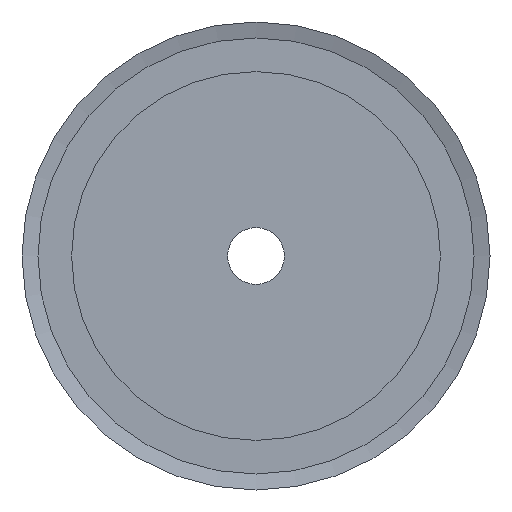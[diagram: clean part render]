
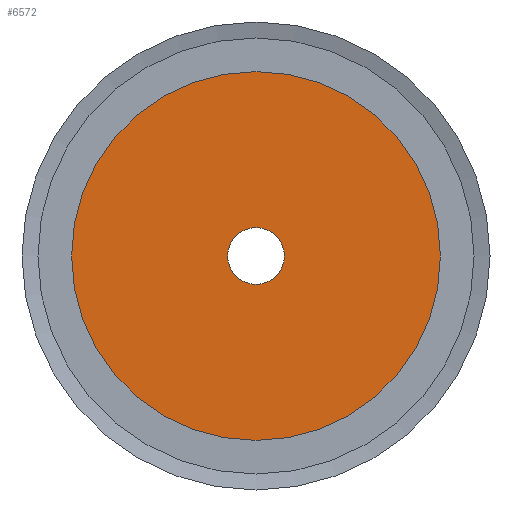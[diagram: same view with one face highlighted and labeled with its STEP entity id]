
A CAD part, left-side view. The second image highlights one B-rep face of the part: STEP entity #6572.
In plain terms, the highlighted planar face has unit normal (-1, 0, 0).
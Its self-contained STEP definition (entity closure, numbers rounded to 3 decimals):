
#2099=VERTEX_POINT('',#11302);
#2100=VERTEX_POINT('',#11304);
#2597=CIRCLE('',#7419,26.);
#2598=CIRCLE('',#7420,4.);
#3309=EDGE_CURVE('',#2099,#2099,#2597,.T.);
#3310=EDGE_CURVE('',#2100,#2100,#2598,.T.);
#4382=ORIENTED_EDGE('',*,*,#3309,.F.);
#4383=ORIENTED_EDGE('',*,*,#3310,.T.);
#5832=EDGE_LOOP('',(#4382));
#5833=EDGE_LOOP('',(#4383));
#6203=FACE_BOUND('',#5832,.T.);
#6204=FACE_BOUND('',#5833,.T.);
#6572=ADVANCED_FACE('',(#6203,#6204),#12055,.F.);
#7418=AXIS2_PLACEMENT_3D('',#11300,#8924,$);
#7419=AXIS2_PLACEMENT_3D('',#11301,#8925,#8926);
#7420=AXIS2_PLACEMENT_3D('',#11303,#8927,#8928);
#8924=DIRECTION('',(1.,0.,0.));
#8925=DIRECTION('',(1.,0.,0.));
#8926=DIRECTION('',(0.,0.,-26.));
#8927=DIRECTION('',(1.,0.,0.));
#8928=DIRECTION('',(0.,0.,-4.));
#11300=CARTESIAN_POINT('',(0.,0.,0.));
#11301=CARTESIAN_POINT('',(0.,0.,0.));
#11302=CARTESIAN_POINT('',(0.,0.,-26.));
#11303=CARTESIAN_POINT('',(0.,0.,0.));
#11304=CARTESIAN_POINT('',(0.,0.,-4.));
#12055=PLANE('',#7418);
